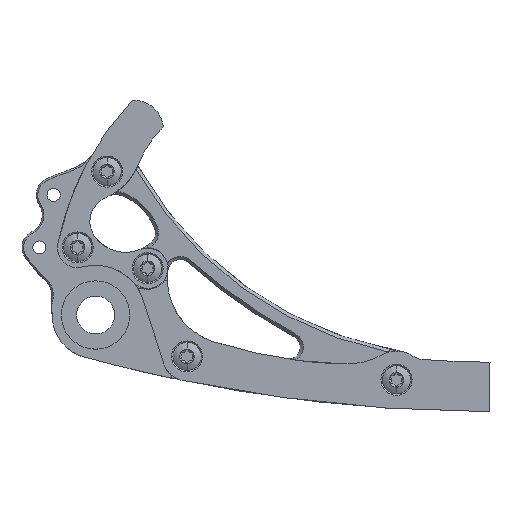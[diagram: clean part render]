
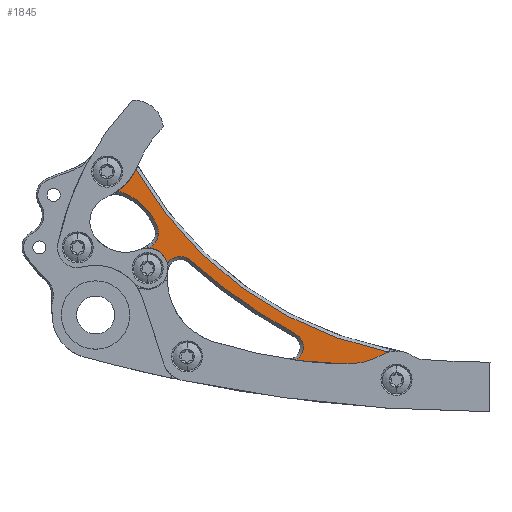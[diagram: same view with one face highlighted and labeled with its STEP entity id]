
A CAD part, top view. The second image highlights one B-rep face of the part: STEP entity #1845.
In plain terms, the highlighted planar face has unit normal (0, 0, 1).
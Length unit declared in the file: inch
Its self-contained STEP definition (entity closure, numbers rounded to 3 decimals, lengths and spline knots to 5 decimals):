
#48 = AXIS2_PLACEMENT_3D ( 'NONE', #8141, #6447, #3915 ) ;
#85 = AXIS2_PLACEMENT_3D ( 'NONE', #6157, #1608, #6748 ) ;
#113 = EDGE_CURVE ( 'NONE', #9258, #396, #1607, .T. ) ;
#287 = EDGE_CURVE ( 'NONE', #6320, #6774, #2205, .T. ) ;
#346 = EDGE_CURVE ( 'NONE', #8914, #8568, #5960, .T. ) ;
#374 = CARTESIAN_POINT ( 'NONE',  ( 0.7848, 1.1038, 0.31496 ) ) ;
#379 = CARTESIAN_POINT ( 'NONE',  ( 1.20364, 0.69086, 0.31496 ) ) ;
#396 = VERTEX_POINT ( 'NONE', #3761 ) ;
#452 = CARTESIAN_POINT ( 'NONE',  ( 0.25392, 1.33136, 0.31496 ) ) ;
#458 = CARTESIAN_POINT ( 'NONE',  ( 0.33359, 1.55374, 0.31496 ) ) ;
#558 = CARTESIAN_POINT ( 'NONE',  ( 0.67752, 0.84754, 0.31496 ) ) ;
#634 = AXIS2_PLACEMENT_3D ( 'NONE', #7513, #1721, #1678 ) ;
#673 = CARTESIAN_POINT ( 'NONE',  ( 0.27139, 1.56693, 0.31496 ) ) ;
#807 = DIRECTION ( 'NONE',  ( 0., 0., -1. ) ) ;
#844 = DIRECTION ( 'NONE',  ( 0., 0., 1. ) ) ;
#974 = DIRECTION ( 'NONE',  ( 1., 0., 0. ) ) ;
#1120 = CARTESIAN_POINT ( 'NONE',  ( 0.51265, 1.84711, 0.31496 ) ) ;
#1411 = DIRECTION ( 'NONE',  ( 0., 0., -1. ) ) ;
#1600 = ORIENTED_EDGE ( 'NONE', *, *, #8507, .T. ) ;
#1604 = CARTESIAN_POINT ( 'NONE',  ( 0.65866, 0.59233, 0.31496 ) ) ;
#1607 = CIRCLE ( 'NONE', #3849, 0.19685 ) ;
#1608 = DIRECTION ( 'NONE',  ( 0., 0., -1. ) ) ;
#1678 = DIRECTION ( 'NONE',  ( 1., 0., 0. ) ) ;
#1710 = CARTESIAN_POINT ( 'NONE',  ( 2.53028, -0.24013, 0.31496 ) ) ;
#1721 = DIRECTION ( 'NONE',  ( 0., 0., 1. ) ) ;
#1777 = DIRECTION ( 'NONE',  ( 1., 0., 0. ) ) ;
#1845 = ADVANCED_FACE ( 'NONE', ( #7939 ), #2812, .T. ) ;
#1874 = DIRECTION ( 'NONE',  ( 1., 0., 0. ) ) ;
#1928 = ORIENTED_EDGE ( 'NONE', *, *, #4773, .F. ) ;
#2102 = EDGE_CURVE ( 'NONE', #8569, #9258, #9334, .T. ) ;
#2136 = CIRCLE ( 'NONE', #9347, 0.19912 ) ;
#2184 = VERTEX_POINT ( 'NONE', #1120 ) ;
#2205 = CIRCLE ( 'NONE', #5303, 0.18937 ) ;
#2326 = DIRECTION ( 'NONE',  ( 0., 0., -1. ) ) ;
#2335 = CARTESIAN_POINT ( 'NONE',  ( 2.44004, -0.40662, 0.31496 ) ) ;
#2537 = DIRECTION ( 'NONE',  ( 0., 0., 1. ) ) ;
#2617 = DIRECTION ( 'NONE',  ( 0., 0., -1. ) ) ;
#2648 = CARTESIAN_POINT ( 'NONE',  ( 0.59967, 1.03688, 0.31496 ) ) ;
#2781 = DIRECTION ( 'NONE',  ( 0., 0., -1. ) ) ;
#2812 = PLANE ( 'NONE',  #634 ) ;
#2815 = AXIS2_PLACEMENT_3D ( 'NONE', #4872, #8199, #1874 ) ;
#2851 = DIRECTION ( 'NONE',  ( 1., 0., 0. ) ) ;
#2861 = CIRCLE ( 'NONE', #48, 0.36534 ) ;
#2911 = ORIENTED_EDGE ( 'NONE', *, *, #8444, .F. ) ;
#2978 = AXIS2_PLACEMENT_3D ( 'NONE', #1604, #844, #4625 ) ;
#3029 = ORIENTED_EDGE ( 'NONE', *, *, #5146, .T. ) ;
#3105 = DIRECTION ( 'NONE',  ( 1., 0., 0. ) ) ;
#3308 = AXIS2_PLACEMENT_3D ( 'NONE', #7700, #8061, #8402 ) ;
#3422 = EDGE_CURVE ( 'NONE', #9629, #6468, #2136, .T. ) ;
#3552 = AXIS2_PLACEMENT_3D ( 'NONE', #4676, #7085, #5365 ) ;
#3616 = ORIENTED_EDGE ( 'NONE', *, *, #3422, .T. ) ;
#3723 = EDGE_CURVE ( 'NONE', #9241, #6320, #5290, .T. ) ;
#3761 = CARTESIAN_POINT ( 'NONE',  ( 0.79652, 1.03688, 0.31496 ) ) ;
#3849 = AXIS2_PLACEMENT_3D ( 'NONE', #6057, #2326, #8343 ) ;
#3915 = DIRECTION ( 'NONE',  ( 1., 0., 0. ) ) ;
#4165 = CARTESIAN_POINT ( 'NONE',  ( 2.62941, -0.40662, 0.31496 ) ) ;
#4323 = CIRCLE ( 'NONE', #7863, 0.52148 ) ;
#4409 = CIRCLE ( 'NONE', #4672, 0.23622 ) ;
#4420 = EDGE_CURVE ( 'NONE', #5705, #4437, #4323, .T. ) ;
#4437 = VERTEX_POINT ( 'NONE', #558 ) ;
#4467 = CARTESIAN_POINT ( 'NONE',  ( 1.07127, 0.5421, 0.31496 ) ) ;
#4625 = DIRECTION ( 'NONE',  ( 1., 0., 0. ) ) ;
#4657 = DIRECTION ( 'NONE',  ( 0., 0., -1. ) ) ;
#4672 = AXIS2_PLACEMENT_3D ( 'NONE', #452, #2781, #2851 ) ;
#4676 = CARTESIAN_POINT ( 'NONE',  ( 3.17806, 0.30701, 0.31496 ) ) ;
#4720 = EDGE_CURVE ( 'NONE', #4796, #2184, #8250, .T. ) ;
#4773 = EDGE_CURVE ( 'NONE', #5956, #2184, #7855, .T. ) ;
#4796 = VERTEX_POINT ( 'NONE', #8389 ) ;
#4801 = AXIS2_PLACEMENT_3D ( 'NONE', #2648, #4657, #8452 ) ;
#4829 = ORIENTED_EDGE ( 'NONE', *, *, #7694, .F. ) ;
#4872 = CARTESIAN_POINT ( 'NONE',  ( 2.44004, -0.40662, 0.31496 ) ) ;
#4951 = EDGE_CURVE ( 'NONE', #5956, #8569, #4409, .T. ) ;
#5146 = EDGE_CURVE ( 'NONE', #6468, #9241, #7004, .T. ) ;
#5152 = DIRECTION ( 'NONE',  ( 1., 0., 0. ) ) ;
#5290 = CIRCLE ( 'NONE', #2815, 0.18937 ) ;
#5303 = AXIS2_PLACEMENT_3D ( 'NONE', #2335, #807, #1777 ) ;
#5365 = DIRECTION ( 'NONE',  ( 1., 0., 0. ) ) ;
#5381 = ORIENTED_EDGE ( 'NONE', *, *, #4720, .T. ) ;
#5431 = CIRCLE ( 'NONE', #2978, 0.25591 ) ;
#5643 = ORIENTED_EDGE ( 'NONE', *, *, #2102, .T. ) ;
#5705 = VERTEX_POINT ( 'NONE', #6714 ) ;
#5729 = CARTESIAN_POINT ( 'NONE',  ( 2.53356, -0.57128, 0.31496 ) ) ;
#5742 = AXIS2_PLACEMENT_3D ( 'NONE', #7156, #2617, #7539 ) ;
#5807 = ORIENTED_EDGE ( 'NONE', *, *, #7351, .F. ) ;
#5956 = VERTEX_POINT ( 'NONE', #673 ) ;
#5960 = CIRCLE ( 'NONE', #3552, 0.92678 ) ;
#5981 = CARTESIAN_POINT ( 'NONE',  ( 0.37963, 1.27555, 0.31496 ) ) ;
#5985 = DIRECTION ( 'NONE',  ( 0., 0., -1. ) ) ;
#6057 = CARTESIAN_POINT ( 'NONE',  ( 0.59967, 1.03688, 0.31496 ) ) ;
#6157 = CARTESIAN_POINT ( 'NONE',  ( 4.65546, 4.19886, 0.31496 ) ) ;
#6320 = VERTEX_POINT ( 'NONE', #4165 ) ;
#6360 = CIRCLE ( 'NONE', #4801, 0.19685 ) ;
#6447 = DIRECTION ( 'NONE',  ( 0., 0., 1. ) ) ;
#6468 = VERTEX_POINT ( 'NONE', #379 ) ;
#6533 = ORIENTED_EDGE ( 'NONE', *, *, #4951, .T. ) ;
#6714 = CARTESIAN_POINT ( 'NONE',  ( 0.7331, 0.89216, 0.31496 ) ) ;
#6748 = DIRECTION ( 'NONE',  ( 1., 0., 0. ) ) ;
#6774 = VERTEX_POINT ( 'NONE', #5729 ) ;
#6915 = ORIENTED_EDGE ( 'NONE', *, *, #4420, .T. ) ;
#7004 = CIRCLE ( 'NONE', #9077, 7.04724 ) ;
#7055 = ORIENTED_EDGE ( 'NONE', *, *, #287, .T. ) ;
#7085 = DIRECTION ( 'NONE',  ( 0., 0., -1. ) ) ;
#7086 = CIRCLE ( 'NONE', #5742, 5.90551 ) ;
#7156 = CARTESIAN_POINT ( 'NONE',  ( 3.30029, 5.28424, 0.31496 ) ) ;
#7189 = DIRECTION ( 'NONE',  ( 0., 0., -1. ) ) ;
#7351 = EDGE_CURVE ( 'NONE', #9629, #4437, #5431, .T. ) ;
#7354 = EDGE_LOOP ( 'NONE', ( #4829, #5381, #1928, #6533, #5643, #9162, #1600, #6915, #5807, #3616, #3029, #8581, #7055, #2911, #8088 ) ) ;
#7513 = CARTESIAN_POINT ( 'NONE',  ( 0., 0., 0.31496 ) ) ;
#7539 = DIRECTION ( 'NONE',  ( 1., 0., 0. ) ) ;
#7694 = EDGE_CURVE ( 'NONE', #4796, #8914, #2861, .T. ) ;
#7700 = CARTESIAN_POINT ( 'NONE',  ( -0.12998, 2.1565, 0.31496 ) ) ;
#7722 = CARTESIAN_POINT ( 'NONE',  ( 3.63118, -0.50145, 0.31496 ) ) ;
#7793 = CARTESIAN_POINT ( 'NONE',  ( 0.9069, 0.65449, 0.31496 ) ) ;
#7855 = CIRCLE ( 'NONE', #3308, 0.71323 ) ;
#7863 = AXIS2_PLACEMENT_3D ( 'NONE', #5981, #7189, #3105 ) ;
#7939 = FACE_OUTER_BOUND ( 'NONE', #7354, .T. ) ;
#8061 = DIRECTION ( 'NONE',  ( 0., 0., 1. ) ) ;
#8088 = ORIENTED_EDGE ( 'NONE', *, *, #346, .F. ) ;
#8141 = CARTESIAN_POINT ( 'NONE',  ( 3.8098, -0.82015, 0.31496 ) ) ;
#8199 = DIRECTION ( 'NONE',  ( 0., 0., -1. ) ) ;
#8250 = CIRCLE ( 'NONE', #85, 4.76378 ) ;
#8323 = DIRECTION ( 'NONE',  ( 1., 0., 0. ) ) ;
#8343 = DIRECTION ( 'NONE',  ( 1., 0., 0. ) ) ;
#8364 = CARTESIAN_POINT ( 'NONE',  ( 5.88825, 5.95565, 0.31496 ) ) ;
#8389 = CARTESIAN_POINT ( 'NONE',  ( 3.70704, -0.46956, 0.31496 ) ) ;
#8397 = AXIS2_PLACEMENT_3D ( 'NONE', #9731, #1411, #8323 ) ;
#8402 = DIRECTION ( 'NONE',  ( 1., 0., 0. ) ) ;
#8444 = EDGE_CURVE ( 'NONE', #8568, #6774, #7086, .T. ) ;
#8452 = DIRECTION ( 'NONE',  ( 1., 0., 0. ) ) ;
#8507 = EDGE_CURVE ( 'NONE', #396, #5705, #6360, .T. ) ;
#8568 = VERTEX_POINT ( 'NONE', #9166 ) ;
#8569 = VERTEX_POINT ( 'NONE', #458 ) ;
#8581 = ORIENTED_EDGE ( 'NONE', *, *, #3723, .T. ) ;
#8914 = VERTEX_POINT ( 'NONE', #7722 ) ;
#9077 = AXIS2_PLACEMENT_3D ( 'NONE', #8364, #2537, #974 ) ;
#9162 = ORIENTED_EDGE ( 'NONE', *, *, #113, .T. ) ;
#9166 = CARTESIAN_POINT ( 'NONE',  ( 3.15531, -0.61949, 0.31496 ) ) ;
#9241 = VERTEX_POINT ( 'NONE', #1710 ) ;
#9258 = VERTEX_POINT ( 'NONE', #374 ) ;
#9334 = CIRCLE ( 'NONE', #8397, 0.74803 ) ;
#9347 = AXIS2_PLACEMENT_3D ( 'NONE', #4467, #5985, #5152 ) ;
#9629 = VERTEX_POINT ( 'NONE', #7793 ) ;
#9731 = CARTESIAN_POINT ( 'NONE',  ( 0.08131, 0.84953, 0.31496 ) ) ;
